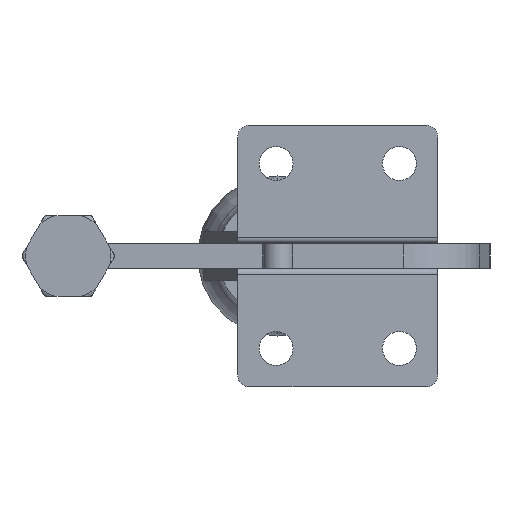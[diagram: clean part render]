
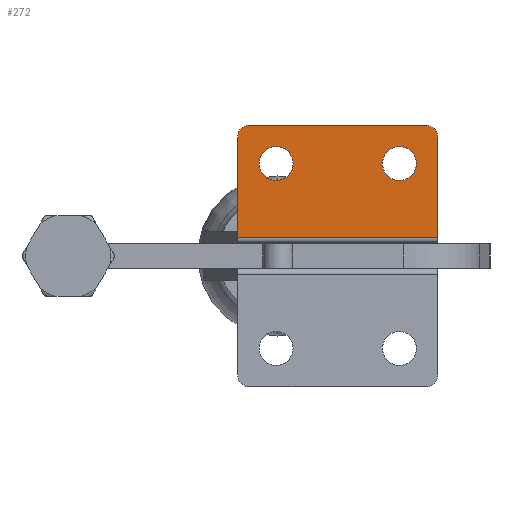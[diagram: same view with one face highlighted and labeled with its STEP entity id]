
A CAD part, front view. The second image highlights one B-rep face of the part: STEP entity #272.
In plain terms, the highlighted planar face has unit normal (0, -1, 0).
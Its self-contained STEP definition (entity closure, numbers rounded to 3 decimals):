
#272 = ADVANCED_FACE( '', ( #725, #726, #727 ), #728, .T. );
#725 = FACE_BOUND( '', #1261, .T. );
#726 = FACE_BOUND( '', #1262, .T. );
#727 = FACE_OUTER_BOUND( '', #1263, .T. );
#728 = PLANE( '', #1264 );
#1261 = EDGE_LOOP( '', ( #3047, #3048 ) );
#1262 = EDGE_LOOP( '', ( #3049, #3050 ) );
#1263 = EDGE_LOOP( '', ( #3051, #3052, #3053, #3054, #3055, #3056 ) );
#1264 = AXIS2_PLACEMENT_3D( '', #3057, #3058, #3059 );
#3047 = ORIENTED_EDGE( '', *, *, #3570, .T. );
#3048 = ORIENTED_EDGE( '', *, *, #4097, .T. );
#3049 = ORIENTED_EDGE( '', *, *, #3562, .T. );
#3050 = ORIENTED_EDGE( '', *, *, #4101, .T. );
#3051 = ORIENTED_EDGE( '', *, *, #4118, .T. );
#3052 = ORIENTED_EDGE( '', *, *, #4124, .T. );
#3053 = ORIENTED_EDGE( '', *, *, #4133, .T. );
#3054 = ORIENTED_EDGE( '', *, *, #4134, .T. );
#3055 = ORIENTED_EDGE( '', *, *, #4108, .T. );
#3056 = ORIENTED_EDGE( '', *, *, #4135, .F. );
#3057 = CARTESIAN_POINT( '', ( 17.6, 0., 2.4 ) );
#3058 = DIRECTION( '', ( 0., -1., 0. ) );
#3059 = DIRECTION( '', ( 0., 0., -1. ) );
#3562 = EDGE_CURVE( '', #4316, #4320, #4322, .T. );
#3570 = EDGE_CURVE( '', #4332, #4336, #4338, .T. );
#4097 = EDGE_CURVE( '', #4336, #4332, #5225, .T. );
#4101 = EDGE_CURVE( '', #4320, #4316, #5229, .T. );
#4108 = EDGE_CURVE( '', #5242, #5239, #5243, .T. );
#4118 = EDGE_CURVE( '', #5256, #5260, #5262, .T. );
#4124 = EDGE_CURVE( '', #5260, #5272, #5274, .T. );
#4133 = EDGE_CURVE( '', #5272, #5289, #5290, .T. );
#4134 = EDGE_CURVE( '', #5289, #5242, #5291, .T. );
#4135 = EDGE_CURVE( '', #5256, #5239, #5292, .T. );
#4316 = VERTEX_POINT( '', #5465 );
#4320 = VERTEX_POINT( '', #5470 );
#4322 = CIRCLE( '', #5473, 2.2 );
#4332 = VERTEX_POINT( '', #5485 );
#4336 = VERTEX_POINT( '', #5490 );
#4338 = CIRCLE( '', #5493, 2.2 );
#5225 = CIRCLE( '', #7694, 2.2 );
#5229 = CIRCLE( '', #7698, 2.2 );
#5239 = VERTEX_POINT( '', #7710 );
#5242 = VERTEX_POINT( '', #7714 );
#5243 = CIRCLE( '', #7715, 1.6 );
#5256 = VERTEX_POINT( '', #7731 );
#5260 = VERTEX_POINT( '', #7736 );
#5262 = CIRCLE( '', #7739, 1.6 );
#5272 = VERTEX_POINT( '', #7752 );
#5274 = LINE( '', #7754, #7755 );
#5289 = VERTEX_POINT( '', #7776 );
#5290 = LINE( '', #7777, #7778 );
#5291 = LINE( '', #7779, #7780 );
#5292 = LINE( '', #7781, #7782 );
#5465 = CARTESIAN_POINT( '', ( 29.2, 0., 12. ) );
#5470 = CARTESIAN_POINT( '', ( 24.8, 0., 12. ) );
#5473 = AXIS2_PLACEMENT_3D( '', #8031, #8032, #8033 );
#5485 = CARTESIAN_POINT( '', ( 45.2, 0., 12. ) );
#5490 = CARTESIAN_POINT( '', ( 40.8, 0., 12. ) );
#5493 = AXIS2_PLACEMENT_3D( '', #8047, #8048, #8049 );
#7694 = AXIS2_PLACEMENT_3D( '', #8944, #8945, #8946 );
#7698 = AXIS2_PLACEMENT_3D( '', #8956, #8957, #8958 );
#7710 = CARTESIAN_POINT( '', ( 46.579, 0., 17. ) );
#7714 = CARTESIAN_POINT( '', ( 48., 0., 15.41 ) );
#7715 = AXIS2_PLACEMENT_3D( '', #8971, #8972, #8973 );
#7731 = CARTESIAN_POINT( '', ( 23.401, 0., 17. ) );
#7736 = CARTESIAN_POINT( '', ( 21.98, 0., 15.41 ) );
#7739 = AXIS2_PLACEMENT_3D( '', #8991, #8992, #8993 );
#7752 = CARTESIAN_POINT( '', ( 21.98, 0., 2.4 ) );
#7754 = CARTESIAN_POINT( '', ( 21.98, 0., 261.2 ) );
#7755 = VECTOR( '', #9003, 1. );
#7776 = CARTESIAN_POINT( '', ( 48., 0., 2.4 ) );
#7777 = CARTESIAN_POINT( '', ( 17.6, 0., 2.4 ) );
#7778 = VECTOR( '', #9016, 1. );
#7779 = CARTESIAN_POINT( '', ( 48., 0., 17. ) );
#7780 = VECTOR( '', #9017, 1. );
#7781 = CARTESIAN_POINT( '', ( 17.6, 0., 17. ) );
#7782 = VECTOR( '', #9018, 1. );
#8031 = CARTESIAN_POINT( '', ( 27., 0., 12. ) );
#8032 = DIRECTION( '', ( 0., 1., 0. ) );
#8033 = DIRECTION( '', ( 1., 0., 0. ) );
#8047 = CARTESIAN_POINT( '', ( 43., 0., 12. ) );
#8048 = DIRECTION( '', ( 0., 1., 0. ) );
#8049 = DIRECTION( '', ( 1., 0., 0. ) );
#8944 = CARTESIAN_POINT( '', ( 43., 0., 12. ) );
#8945 = DIRECTION( '', ( 0., 1., 0. ) );
#8946 = DIRECTION( '', ( 1., 0., 0. ) );
#8956 = CARTESIAN_POINT( '', ( 27., 0., 12. ) );
#8957 = DIRECTION( '', ( 0., 1., 0. ) );
#8958 = DIRECTION( '', ( 1., 0., 0. ) );
#8971 = CARTESIAN_POINT( '', ( 46.4, 0., 15.41 ) );
#8972 = DIRECTION( '', ( 0., -1., 0. ) );
#8973 = DIRECTION( '', ( 0., 0., 1. ) );
#8991 = CARTESIAN_POINT( '', ( 23.58, 0., 15.41 ) );
#8992 = DIRECTION( '', ( 0., -1., 0. ) );
#8993 = DIRECTION( '', ( -1., 0., 0. ) );
#9003 = DIRECTION( '', ( 0., 0., -1. ) );
#9016 = DIRECTION( '', ( 1., 0., 0. ) );
#9017 = DIRECTION( '', ( 0., 0., 1. ) );
#9018 = DIRECTION( '', ( 1., 0., 0. ) );
